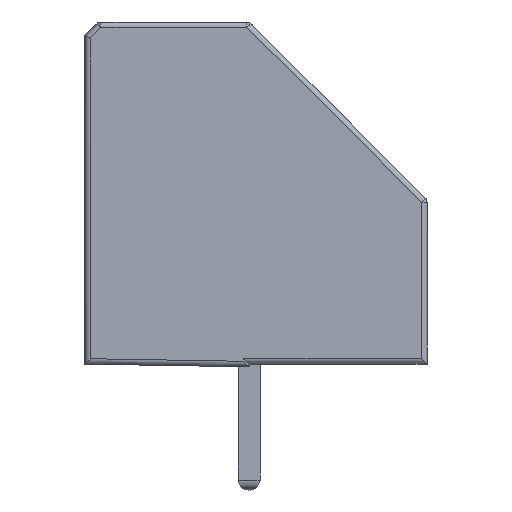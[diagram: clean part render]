
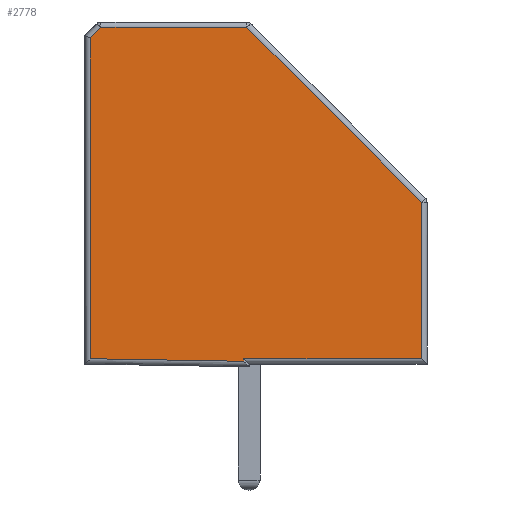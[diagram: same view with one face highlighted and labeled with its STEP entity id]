
A CAD part, left-side view. The second image highlights one B-rep face of the part: STEP entity #2778.
In plain terms, the highlighted planar face has unit normal (-1, 0, 0).
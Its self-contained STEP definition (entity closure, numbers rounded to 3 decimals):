
#13=DIRECTION('',(0.,0.,1.));
#28=VECTOR('',#13,1.);
#52=DIRECTION('',(0.,0.707,-0.707));
#80=DIRECTION('',(0.,-1.,0.));
#125=DIRECTION('',(0.,0.707,0.707));
#130=VECTOR('',#80,1.);
#157=VECTOR('',#125,1.);
#164=VECTOR('',#165,1.);
#165=DIRECTION('',(0.,1.,0.));
#172=VECTOR('',#52,1.);
#179=VECTOR('',#180,1.);
#180=DIRECTION('',(0.,0.,-1.));
#185=VECTOR('',#186,1.);
#186=DIRECTION('',(0.,-1.,-0.017));
#190=DIRECTION('',(-1.,0.,0.));
#191=DIRECTION('',(0.,-1.,0.));
#590=VERTEX_POINT('',#591);
#591=CARTESIAN_POINT('',(-2.5,-6.3,6.017));
#601=EDGE_CURVE('',#602,#590,#604,.T.);
#602=VERTEX_POINT('',#603);
#603=CARTESIAN_POINT('',(-2.5,-6.3,0.3));
#604=LINE('',#605,#28);
#605=CARTESIAN_POINT('',(-2.5,-6.3,0.1));
#1269=VERTEX_POINT('',#1270);
#1270=CARTESIAN_POINT('',(-2.5,0.2,0.3));
#1274=ORIENTED_EDGE('',*,*,#1275,.T.);
#1275=EDGE_CURVE('',#1269,#602,#1276,.T.);
#1276=LINE('',#1277,#130);
#1277=CARTESIAN_POINT('',(-2.5,0.,0.3));
#2778=ADVANCED_FACE('',(#2779),#2816,.T.);
#2779=FACE_BOUND('',#2780,.T.);
#2780=EDGE_LOOP('',(#2781,#1274,#2787,#2788,#2794,#2800,#2806,#2812));
#2781=ORIENTED_EDGE('',*,*,#2782,.T.);
#2782=EDGE_CURVE('',#2783,#1269,#2785,.T.);
#2783=VERTEX_POINT('',#2784);
#2784=CARTESIAN_POINT('',(-2.5,0.2,0.203));
#2785=LINE('',#2786,#28);
#2786=CARTESIAN_POINT('',(-2.5,0.2,0.));
#2787=ORIENTED_EDGE('',*,*,#601,.T.);
#2788=ORIENTED_EDGE('',*,*,#2789,.T.);
#2789=EDGE_CURVE('',#590,#2790,#2792,.T.);
#2790=VERTEX_POINT('',#2791);
#2791=CARTESIAN_POINT('',(-2.5,0.083,12.4));
#2792=LINE('',#2793,#157);
#2793=CARTESIAN_POINT('',(-2.5,-6.359,5.959));
#2794=ORIENTED_EDGE('',*,*,#2795,.T.);
#2795=EDGE_CURVE('',#2790,#2796,#2798,.T.);
#2796=VERTEX_POINT('',#2797);
#2797=CARTESIAN_POINT('',(-2.5,5.417,12.4));
#2798=LINE('',#2799,#164);
#2799=CARTESIAN_POINT('',(-2.5,0.,12.4));
#2800=ORIENTED_EDGE('',*,*,#2801,.T.);
#2801=EDGE_CURVE('',#2796,#2802,#2804,.T.);
#2802=VERTEX_POINT('',#2803);
#2803=CARTESIAN_POINT('',(-2.5,5.8,12.017));
#2804=LINE('',#2805,#172);
#2805=CARTESIAN_POINT('',(-2.5,5.359,12.459));
#2806=ORIENTED_EDGE('',*,*,#2807,.T.);
#2807=EDGE_CURVE('',#2802,#2808,#2810,.T.);
#2808=VERTEX_POINT('',#2809);
#2809=CARTESIAN_POINT('',(-2.5,5.8,0.297));
#2810=LINE('',#2811,#179);
#2811=CARTESIAN_POINT('',(-2.5,5.8,12.1));
#2812=ORIENTED_EDGE('',*,*,#2813,.T.);
#2813=EDGE_CURVE('',#2808,#2783,#2814,.T.);
#2814=LINE('',#2815,#185);
#2815=CARTESIAN_POINT('',(-2.5,5.997,0.3));
#2816=PLANE('',#2817);
#2817=AXIS2_PLACEMENT_3D('',#2818,#190,#191);
#2818=CARTESIAN_POINT('',(-2.5,0.417,5.581));
